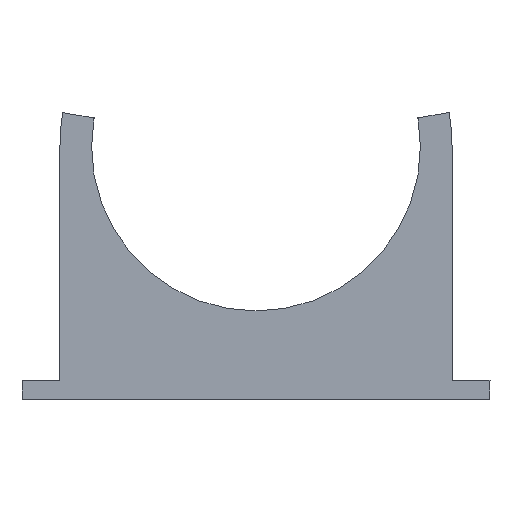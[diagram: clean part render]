
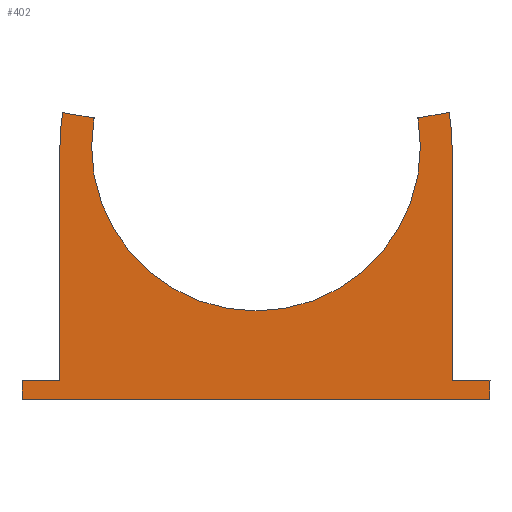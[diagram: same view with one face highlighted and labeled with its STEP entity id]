
A CAD part, top view. The second image highlights one B-rep face of the part: STEP entity #402.
In plain terms, the highlighted planar face has unit normal (0, 0, 1).
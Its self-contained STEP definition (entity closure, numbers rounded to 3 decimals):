
#44=FACE_OUTER_BOUND('',#69,.T.);
#69=EDGE_LOOP('',(#344,#345,#346,#347,#348,#349,#350,#351,#352,#353,#354,
#355));
#82=LINE('',#603,#123);
#89=LINE('',#630,#130);
#92=LINE('',#636,#133);
#95=LINE('',#642,#136);
#98=LINE('',#648,#139);
#101=LINE('',#654,#142);
#104=LINE('',#660,#145);
#107=LINE('',#666,#148);
#111=LINE('',#676,#152);
#123=VECTOR('',#490,10.);
#130=VECTOR('',#519,10.);
#133=VECTOR('',#524,10.);
#136=VECTOR('',#529,10.);
#139=VECTOR('',#534,10.);
#142=VECTOR('',#539,10.);
#145=VECTOR('',#544,10.);
#148=VECTOR('',#549,10.);
#152=VECTOR('',#561,10.);
#157=CIRCLE('',#426,31.);
#164=CIRCLE('',#438,26.);
#166=CIRCLE('',#449,31.);
#175=VERTEX_POINT('',#589);
#176=VERTEX_POINT('',#591);
#179=VERTEX_POINT('',#601);
#186=VERTEX_POINT('',#621);
#188=VERTEX_POINT('',#629);
#190=VERTEX_POINT('',#635);
#192=VERTEX_POINT('',#641);
#194=VERTEX_POINT('',#647);
#196=VERTEX_POINT('',#653);
#198=VERTEX_POINT('',#659);
#200=VERTEX_POINT('',#665);
#202=VERTEX_POINT('',#671);
#214=EDGE_CURVE('',#176,#175,#157,.T.);
#220=EDGE_CURVE('',#175,#179,#82,.T.);
#230=EDGE_CURVE('',#179,#186,#164,.T.);
#233=EDGE_CURVE('',#188,#176,#89,.T.);
#236=EDGE_CURVE('',#190,#188,#92,.T.);
#239=EDGE_CURVE('',#192,#190,#95,.T.);
#242=EDGE_CURVE('',#194,#192,#98,.T.);
#245=EDGE_CURVE('',#196,#194,#101,.T.);
#248=EDGE_CURVE('',#198,#196,#104,.T.);
#251=EDGE_CURVE('',#200,#198,#107,.T.);
#254=EDGE_CURVE('',#202,#200,#166,.T.);
#257=EDGE_CURVE('',#186,#202,#111,.T.);
#344=ORIENTED_EDGE('',*,*,#257,.T.);
#345=ORIENTED_EDGE('',*,*,#254,.T.);
#346=ORIENTED_EDGE('',*,*,#251,.T.);
#347=ORIENTED_EDGE('',*,*,#248,.T.);
#348=ORIENTED_EDGE('',*,*,#245,.T.);
#349=ORIENTED_EDGE('',*,*,#242,.T.);
#350=ORIENTED_EDGE('',*,*,#239,.T.);
#351=ORIENTED_EDGE('',*,*,#236,.T.);
#352=ORIENTED_EDGE('',*,*,#233,.T.);
#353=ORIENTED_EDGE('',*,*,#214,.T.);
#354=ORIENTED_EDGE('',*,*,#220,.T.);
#355=ORIENTED_EDGE('',*,*,#230,.T.);
#381=PLANE('',#451);
#402=ADVANCED_FACE('',(#44),#381,.T.);
#426=AXIS2_PLACEMENT_3D('',#592,#478,#479);
#438=AXIS2_PLACEMENT_3D('',#623,#511,#512);
#449=AXIS2_PLACEMENT_3D('',#672,#555,#556);
#451=AXIS2_PLACEMENT_3D('',#677,#562,#563);
#478=DIRECTION('center_axis',(0.,0.,1.));
#479=DIRECTION('ref_axis',(1.,0.,0.));
#490=DIRECTION('',(-0.985,-0.174,0.));
#511=DIRECTION('center_axis',(0.,0.,-1.));
#512=DIRECTION('ref_axis',(-0.985,0.174,0.));
#519=DIRECTION('',(0.,1.,0.));
#524=DIRECTION('',(-1.,0.,0.));
#529=DIRECTION('',(0.,1.,0.));
#534=DIRECTION('',(1.,0.,0.));
#539=DIRECTION('',(0.,-1.,0.));
#544=DIRECTION('',(-1.,0.,0.));
#549=DIRECTION('',(0.,-1.,0.));
#555=DIRECTION('center_axis',(0.,0.,1.));
#556=DIRECTION('ref_axis',(-0.985,0.173,0.));
#561=DIRECTION('',(-0.986,0.167,0.));
#562=DIRECTION('center_axis',(0.,0.,1.));
#563=DIRECTION('ref_axis',(1.,0.,0.));
#589=CARTESIAN_POINT('',(30.529,5.383,8.));
#591=CARTESIAN_POINT('',(31.,0.,8.));
#592=CARTESIAN_POINT('Origin',(0.,0.,
8.));
#601=CARTESIAN_POINT('',(25.605,4.515,8.));
#603=CARTESIAN_POINT('',(25.605,4.515,8.));
#621=CARTESIAN_POINT('',(-25.605,4.515,8.));
#623=CARTESIAN_POINT('Origin',(0.,0.,8.));
#629=CARTESIAN_POINT('',(31.,-37.,8.));
#630=CARTESIAN_POINT('',(31.,0.,8.));
#635=CARTESIAN_POINT('',(37.,-37.,8.));
#636=CARTESIAN_POINT('',(31.,-37.,8.));
#641=CARTESIAN_POINT('',(37.,-40.,8.));
#642=CARTESIAN_POINT('',(37.,-37.,8.));
#647=CARTESIAN_POINT('',(-37.,-40.,8.));
#648=CARTESIAN_POINT('',(-37.,-40.,8.));
#653=CARTESIAN_POINT('',(-37.,-37.,8.));
#654=CARTESIAN_POINT('',(-37.,-37.,8.));
#659=CARTESIAN_POINT('',(-31.,-37.,8.));
#660=CARTESIAN_POINT('',(-31.,-37.,8.));
#665=CARTESIAN_POINT('',(-31.,0.,8.));
#666=CARTESIAN_POINT('',(-31.,0.,8.));
#671=CARTESIAN_POINT('',(-30.535,5.35,8.));
#672=CARTESIAN_POINT('Origin',(0.,0.,
8.));
#676=CARTESIAN_POINT('',(-25.605,4.515,8.));
#677=CARTESIAN_POINT('Origin',(0.,-17.308,
8.));
